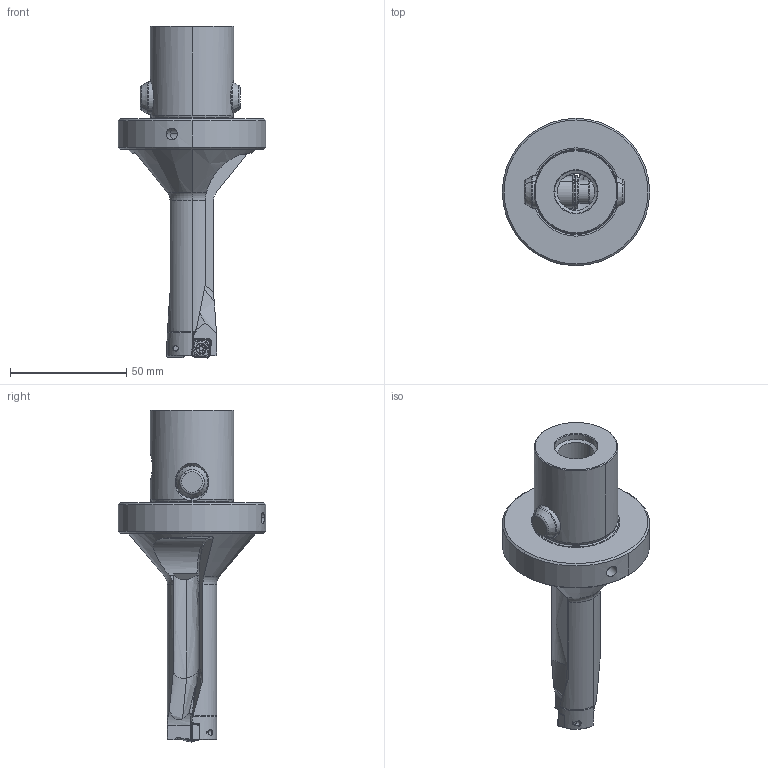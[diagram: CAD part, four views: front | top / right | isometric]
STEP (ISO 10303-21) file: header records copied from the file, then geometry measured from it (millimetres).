
FILE_DESCRIPTION(('no description'),'unknown implementation level');
FILE_NAME('3F2CB249-72AE-44E8-B2DE-088E77429040_export.stp',' ',('CIMSOURCE GmbH'),('CADClick - KiM GmbH - www.kimweb.de'),'unknown preprocess','ACIS','unknown authorization');
FILE_SCHEMA(('automotive_design'));
Length unit declared in the file: millimetre
Products named in the file (9): 337.322 Kaiser WB 22-66 X CKS6|694.130 Kaiser ETL M3 X 6 T7 IP 10S_Standard;NONE; 337.322 Kaiser WB 22-66 X CKS6|337.322 Kaiser WB 22-66 X CKS6_337.322-4;NONE; 337.322 Kaiser WB 22-66 X CKS6|337.322 Kaiser WB 22-66 X CKS6_337.322-3;NONE; 337.322 Kaiser WB 22-66 X CKS6|337.322 Kaiser WB 22-66 X CKS6_337.322-2;NONE; 337.322 Kaiser WB 22-66 X CKS6|337.322 Kaiser WB 22-66 X CKS6_337.322-1;NONE; 337.322 Kaiser WB 22-66 X CKS6|337.322 Kaiser WB 22-66 X CKS6_337.322;NONE; 337.322 Kaiser WB 22-66 X CKS6|691.506 Kaiser ETL D14 X 43K_Standard|691.526 Mitnehmerbolzen_Standard;NONE; 337.322 Kaiser WB 22-66 X CKS6|691.506 Kaiser ETL D14 X 43K_Standard|693.305 Sprengring_Standard;NONE
Bounding box: 63.5 x 63.5 x 143 mm (x, y, z)
Volume: 103665.1 mm3; surface area: 28037.8 mm2
Topology: 9 solids, 9 shells, 476 faces, 1198 edges, 743 vertices
Faces by surface type: cylinder 197, plane 147, torus 65, cone 58, bspline 9
Entity records: 30434 total; most frequent: CARTESIAN_POINT 5400, DIRECTION 2427, STYLED_ITEM 2424, PRESENTATION_STYLE_ASSIGNMENT 2424, COLOUR_RGB 2424, ORIENTED_EDGE 2392, EDGE_CURVE 1196, CURVE_STYLE 1196
